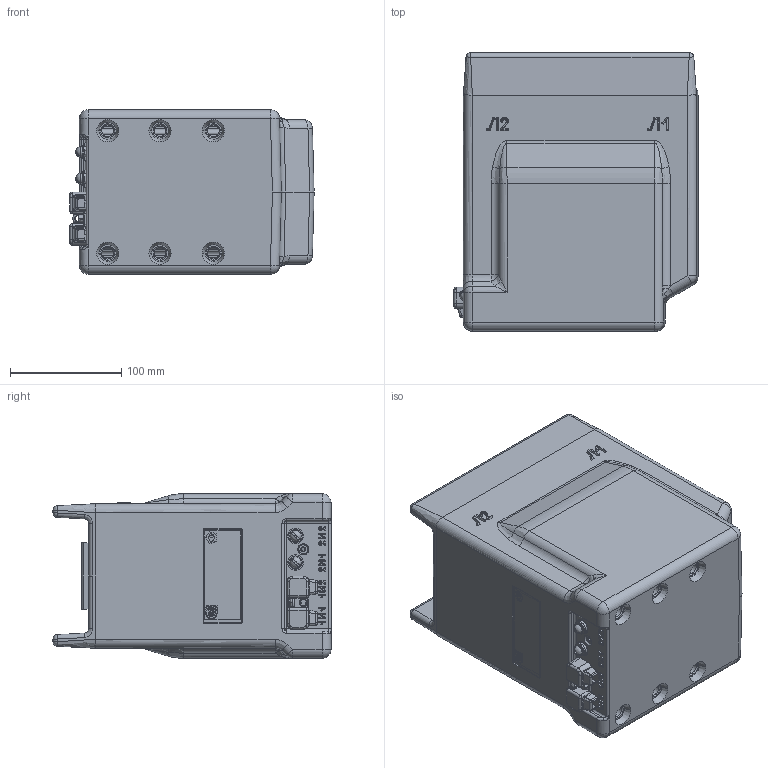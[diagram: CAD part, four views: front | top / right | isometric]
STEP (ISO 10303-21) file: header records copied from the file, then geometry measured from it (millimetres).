
FILE_DESCRIPTION (( 'STEP AP203' ), '1' );
FILE_NAME ('ﾒﾎﾋ-10-11.20-2.STEP', '2018-02-01T07:26:42', ( '' ), ( '' ), 'SwSTEP 2.0', 'SolidWorks 2010', '' );
FILE_SCHEMA (( 'CONFIG_CONTROL_DESIGN' ));
Length unit declared in the file: millimetre
Products named in the file (1): ﾒﾎﾋ-10-11.20-2
Bounding box: 219.5 x 250 x 148 mm (x, y, z)
Surface area: 258344.3 mm2 (no closed solid volume)
Topology: 0 solids, 24 shells, 628 faces, 1849 edges, 1215 vertices
Faces by surface type: plane 193, cylinder 154, bspline 122, cone 118, sphere 31, torus 10
Entity records: 24365 total; most frequent: CARTESIAN_POINT 8687, ORIENTED_EDGE 3192, DIRECTION 3130, EDGE_CURVE 1831, VERTEX_POINT 1215, AXIS2_PLACEMENT_3D 1138, LINE 854, VECTOR 854
